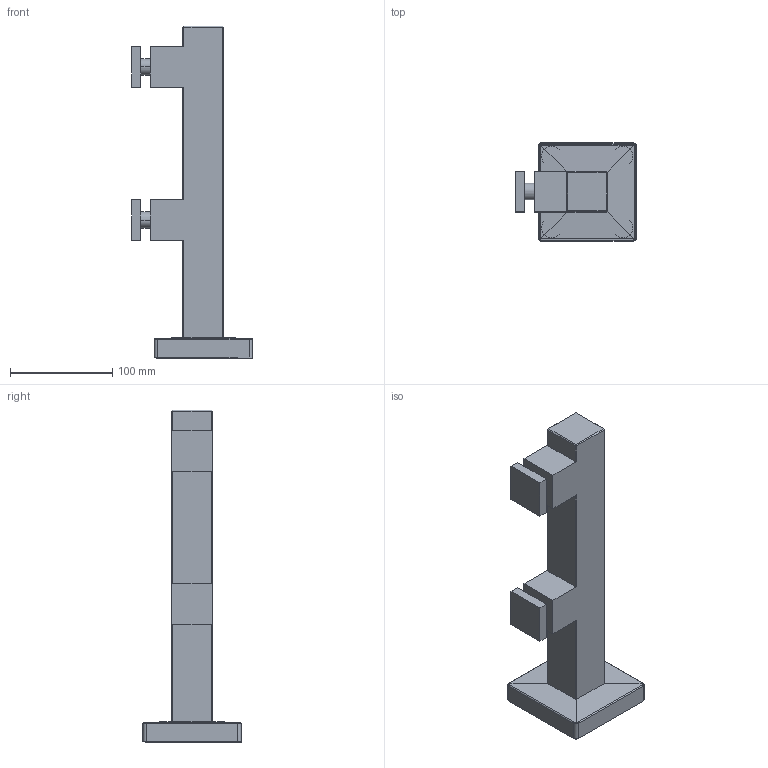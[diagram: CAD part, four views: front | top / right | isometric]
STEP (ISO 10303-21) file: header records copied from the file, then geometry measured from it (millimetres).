
FILE_DESCRIPTION((''),'2;1');
FILE_NAME('6400','2022-02-20T12:06:28',('Gogel'),('Gerresheimer Regensburg GmbH'),'CREO PARAMETRIC BY PTC INC, 2018420','CREO PARAMETRIC BY PTC INC, 2018420','');
FILE_SCHEMA(('AUTOMOTIVE_DESIGN { 1 0 10303 214 1 1 1 1 }'));
Length unit declared in the file: millimetre
Products named in the file (1): 6400
Bounding box: 118 x 96 x 325 mm (x, y, z)
Volume: 792503.3 mm3; surface area: 124720.1 mm2
Topology: 2 solids, 2 shells, 97 faces, 236 edges, 148 vertices
Faces by surface type: plane 61, cylinder 20, bspline 8, cone 8
Entity records: 3609 total; most frequent: CARTESIAN_POINT 1001, DIRECTION 475, ORIENTED_EDGE 472, EDGE_CURVE 236, VECTOR 182, LINE 182, VERTEX_POINT 148, AXIS2_PLACEMENT_3D 145
